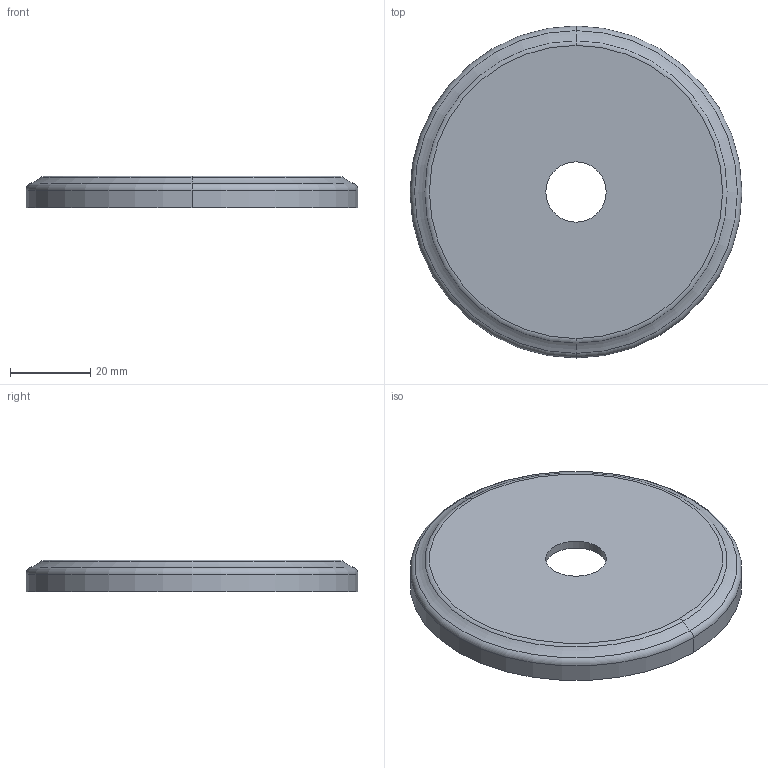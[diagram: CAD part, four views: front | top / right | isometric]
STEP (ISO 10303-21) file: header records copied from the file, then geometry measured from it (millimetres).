
FILE_DESCRIPTION((''),'2;1');
FILE_NAME('20-511_ASM','2024-02-07T21:29:26',('ChavanR'),(''),'CREO PARAMETRIC BY PTC INC, 2023134','CREO PARAMETRIC BY PTC INC, 2023134','');
FILE_SCHEMA(('CONFIG_CONTROL_DESIGN'));
Length unit declared in the file: inch
Products named in the file (2): 12507; 20-511_ASM
Assembly tree (1 placements, depth 2):
  20-511_ASM
    12507
Bounding box: 82.55 x 82.55 x 7.94 mm (x, y, z)
Volume: 13655.4 mm3; surface area: 13322 mm2
Topology: 1 solids, 1 shells, 22 faces, 44 edges, 26 vertices
Faces by surface type: torus 10, cylinder 8, plane 4
Entity records: 659 total; most frequent: DIRECTION 130, CARTESIAN_POINT 95, ORIENTED_EDGE 88, AXIS2_PLACEMENT_3D 61, EDGE_CURVE 44, CIRCLE 36, VERTEX_POINT 26, EDGE_LOOP 26
